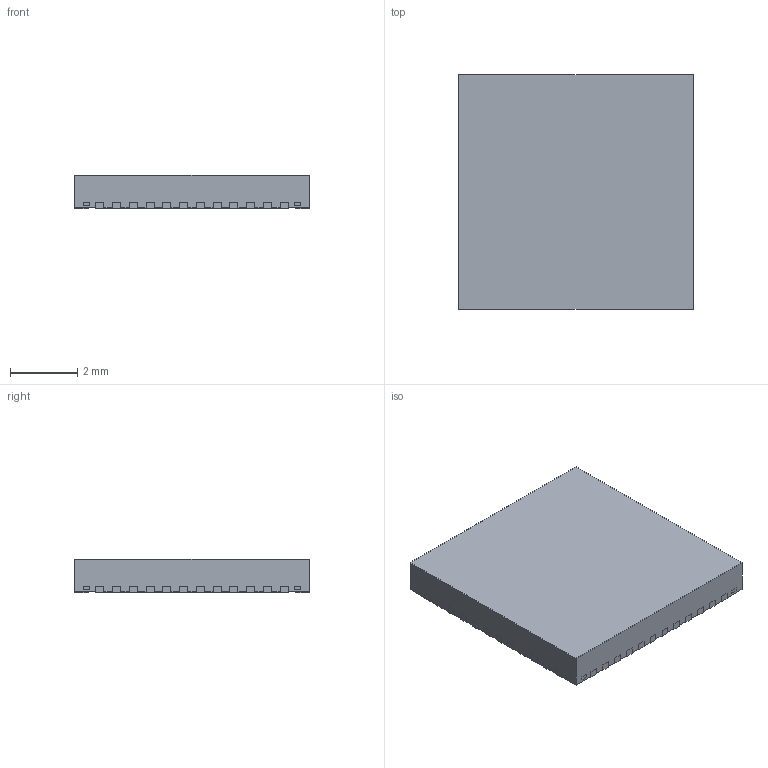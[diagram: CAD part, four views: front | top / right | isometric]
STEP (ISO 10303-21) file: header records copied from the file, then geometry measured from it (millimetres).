
FILE_DESCRIPTION((''),'2;1');
FILE_NAME('RGZ0048H_ASM','2018-10-05T11:05:39',('a0412086'),(''),'CREO PARAMETRIC BY PTC INC, 2018020','CREO PARAMETRIC BY PTC INC, 2018020','');
FILE_SCHEMA(('AUTOMOTIVE_DESIGN { 1 0 10303 214 1 1 1 1 }'));
Length unit declared in the file: millimetre
Products named in the file (4): BODY-QFN; FRAME-RGZ0048H; PIN1-ID; RGZ0048H_ASM
Assembly tree (3 placements, depth 2):
  RGZ0048H_ASM
    BODY-QFN
    FRAME-RGZ0048H
    PIN1-ID
Bounding box: 7 x 7 x 1 mm (x, y, z)
Volume: 48.6 mm3; surface area: 214.2 mm2
Topology: 54 solids, 54 shells, 555 faces, 1338 edges, 892 vertices
Faces by surface type: plane 459, cylinder 96
Entity records: 21048 total; most frequent: CARTESIAN_POINT 2835, DIRECTION 2706, ORIENTED_EDGE 2676, PRESENTATION_STYLE_ASSIGNMENT 1441, STYLED_ITEM 1392, CURVE_STYLE 1338, EDGE_CURVE 1338, VECTOR 1146
